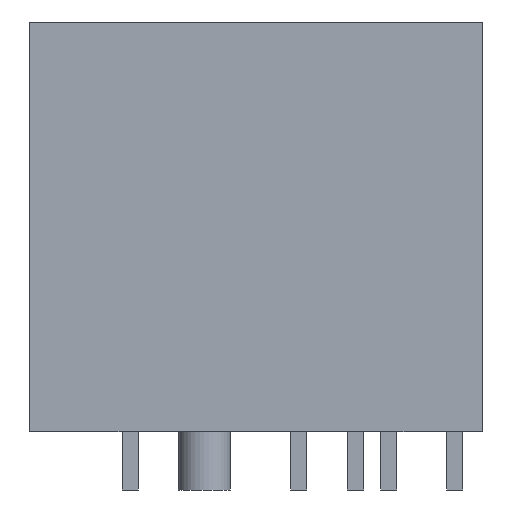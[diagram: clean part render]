
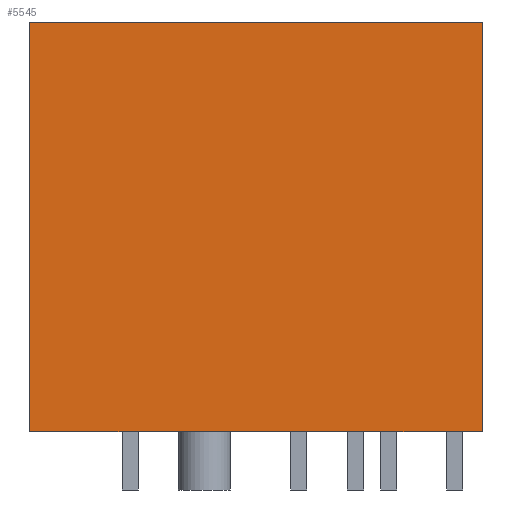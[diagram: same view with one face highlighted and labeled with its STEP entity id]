
A CAD part, left-side view. The second image highlights one B-rep face of the part: STEP entity #5545.
In plain terms, the highlighted planar face has unit normal (-1, 0, 0).
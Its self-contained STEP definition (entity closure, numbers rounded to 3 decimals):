
#21 = EDGE_CURVE('',#22,#24,#26,.T.);
#22 = VERTEX_POINT('',#23);
#23 = CARTESIAN_POINT('',(-57.47,10.8,0.));
#24 = VERTEX_POINT('',#25);
#25 = CARTESIAN_POINT('',(-57.47,10.8,25.29));
#26 = SURFACE_CURVE('',#27,(#31,#43),.PCURVE_S1.);
#27 = LINE('',#28,#29);
#28 = CARTESIAN_POINT('',(-57.47,10.8,0.));
#29 = VECTOR('',#30,1.);
#30 = DIRECTION('',(0.,0.,1.));
#31 = PCURVE('',#32,#37);
#32 = PLANE('',#33);
#33 = AXIS2_PLACEMENT_3D('',#34,#35,#36);
#34 = CARTESIAN_POINT('',(-57.47,10.8,0.));
#35 = DIRECTION('',(0.,1.,0.));
#36 = DIRECTION('',(1.,0.,0.));
#37 = DEFINITIONAL_REPRESENTATION('',(#38),#42);
#38 = LINE('',#39,#40);
#39 = CARTESIAN_POINT('',(0.,0.));
#40 = VECTOR('',#41,1.);
#41 = DIRECTION('',(0.,-1.));
#42 = ( GEOMETRIC_REPRESENTATION_CONTEXT(2) 
PARAMETRIC_REPRESENTATION_CONTEXT() REPRESENTATION_CONTEXT('2D SPACE',''
  ) );
#43 = PCURVE('',#44,#49);
#44 = PLANE('',#45);
#45 = AXIS2_PLACEMENT_3D('',#46,#47,#48);
#46 = CARTESIAN_POINT('',(-57.47,-17.2,0.));
#47 = DIRECTION('',(-1.,0.,0.));
#48 = DIRECTION('',(0.,1.,0.));
#49 = DEFINITIONAL_REPRESENTATION('',(#50),#54);
#50 = LINE('',#51,#52);
#51 = CARTESIAN_POINT('',(28.,0.));
#52 = VECTOR('',#53,1.);
#53 = DIRECTION('',(0.,-1.));
#54 = ( GEOMETRIC_REPRESENTATION_CONTEXT(2) 
PARAMETRIC_REPRESENTATION_CONTEXT() REPRESENTATION_CONTEXT('2D SPACE',''
  ) );
#72 = PLANE('',#73);
#73 = AXIS2_PLACEMENT_3D('',#74,#75,#76);
#74 = CARTESIAN_POINT('',(0.,-3.2,25.29));
#75 = DIRECTION('',(-0.,-0.,-1.));
#76 = DIRECTION('',(-1.,0.,0.));
#126 = PLANE('',#127);
#127 = AXIS2_PLACEMENT_3D('',#128,#129,#130);
#128 = CARTESIAN_POINT('',(0.,-3.2,0.));
#129 = DIRECTION('',(-0.,-0.,-1.));
#130 = DIRECTION('',(-1.,0.,0.));
#5545 = ADVANCED_FACE('',(#5546),#44,.T.);
#5546 = FACE_BOUND('',#5547,.T.);
#5547 = EDGE_LOOP('',(#5548,#5578,#5599,#5600,#5623,#5651,#5674,#5702));
#5548 = ORIENTED_EDGE('',*,*,#5549,.T.);
#5549 = EDGE_CURVE('',#5550,#5552,#5554,.T.);
#5550 = VERTEX_POINT('',#5551);
#5551 = CARTESIAN_POINT('',(-57.47,-17.2,0.));
#5552 = VERTEX_POINT('',#5553);
#5553 = CARTESIAN_POINT('',(-57.47,-17.2,25.29));
#5554 = SURFACE_CURVE('',#5555,(#5559,#5566),.PCURVE_S1.);
#5555 = LINE('',#5556,#5557);
#5556 = CARTESIAN_POINT('',(-57.47,-17.2,0.));
#5557 = VECTOR('',#5558,1.);
#5558 = DIRECTION('',(0.,0.,1.));
#5559 = PCURVE('',#44,#5560);
#5560 = DEFINITIONAL_REPRESENTATION('',(#5561),#5565);
#5561 = LINE('',#5562,#5563);
#5562 = CARTESIAN_POINT('',(0.,0.));
#5563 = VECTOR('',#5564,1.);
#5564 = DIRECTION('',(0.,-1.));
#5565 = ( GEOMETRIC_REPRESENTATION_CONTEXT(2) 
PARAMETRIC_REPRESENTATION_CONTEXT() REPRESENTATION_CONTEXT('2D SPACE',''
  ) );
#5566 = PCURVE('',#5567,#5572);
#5567 = PLANE('',#5568);
#5568 = AXIS2_PLACEMENT_3D('',#5569,#5570,#5571);
#5569 = CARTESIAN_POINT('',(57.47,-17.2,0.));
#5570 = DIRECTION('',(0.,-1.,0.));
#5571 = DIRECTION('',(-1.,0.,0.));
#5572 = DEFINITIONAL_REPRESENTATION('',(#5573),#5577);
#5573 = LINE('',#5574,#5575);
#5574 = CARTESIAN_POINT('',(114.94,0.));
#5575 = VECTOR('',#5576,1.);
#5576 = DIRECTION('',(0.,-1.));
#5577 = ( GEOMETRIC_REPRESENTATION_CONTEXT(2) 
PARAMETRIC_REPRESENTATION_CONTEXT() REPRESENTATION_CONTEXT('2D SPACE',''
  ) );
#5578 = ORIENTED_EDGE('',*,*,#5579,.T.);
#5579 = EDGE_CURVE('',#5552,#24,#5580,.T.);
#5580 = SURFACE_CURVE('',#5581,(#5585,#5592),.PCURVE_S1.);
#5581 = LINE('',#5582,#5583);
#5582 = CARTESIAN_POINT('',(-57.47,-17.2,25.29));
#5583 = VECTOR('',#5584,1.);
#5584 = DIRECTION('',(0.,1.,0.));
#5585 = PCURVE('',#44,#5586);
#5586 = DEFINITIONAL_REPRESENTATION('',(#5587),#5591);
#5587 = LINE('',#5588,#5589);
#5588 = CARTESIAN_POINT('',(0.,-25.29));
#5589 = VECTOR('',#5590,1.);
#5590 = DIRECTION('',(1.,0.));
#5591 = ( GEOMETRIC_REPRESENTATION_CONTEXT(2) 
PARAMETRIC_REPRESENTATION_CONTEXT() REPRESENTATION_CONTEXT('2D SPACE',''
  ) );
#5592 = PCURVE('',#72,#5593);
#5593 = DEFINITIONAL_REPRESENTATION('',(#5594),#5598);
#5594 = LINE('',#5595,#5596);
#5595 = CARTESIAN_POINT('',(57.47,-14.));
#5596 = VECTOR('',#5597,1.);
#5597 = DIRECTION('',(0.,1.));
#5598 = ( GEOMETRIC_REPRESENTATION_CONTEXT(2) 
PARAMETRIC_REPRESENTATION_CONTEXT() REPRESENTATION_CONTEXT('2D SPACE',''
  ) );
#5599 = ORIENTED_EDGE('',*,*,#21,.F.);
#5600 = ORIENTED_EDGE('',*,*,#5601,.F.);
#5601 = EDGE_CURVE('',#5602,#22,#5604,.T.);
#5602 = VERTEX_POINT('',#5603);
#5603 = CARTESIAN_POINT('',(-57.47,5.07,0.));
#5604 = SURFACE_CURVE('',#5605,(#5609,#5616),.PCURVE_S1.);
#5605 = LINE('',#5606,#5607);
#5606 = CARTESIAN_POINT('',(-57.47,-17.2,0.));
#5607 = VECTOR('',#5608,1.);
#5608 = DIRECTION('',(0.,1.,0.));
#5609 = PCURVE('',#44,#5610);
#5610 = DEFINITIONAL_REPRESENTATION('',(#5611),#5615);
#5611 = LINE('',#5612,#5613);
#5612 = CARTESIAN_POINT('',(0.,0.));
#5613 = VECTOR('',#5614,1.);
#5614 = DIRECTION('',(1.,0.));
#5615 = ( GEOMETRIC_REPRESENTATION_CONTEXT(2) 
PARAMETRIC_REPRESENTATION_CONTEXT() REPRESENTATION_CONTEXT('2D SPACE',''
  ) );
#5616 = PCURVE('',#126,#5617);
#5617 = DEFINITIONAL_REPRESENTATION('',(#5618),#5622);
#5618 = LINE('',#5619,#5620);
#5619 = CARTESIAN_POINT('',(57.47,-14.));
#5620 = VECTOR('',#5621,1.);
#5621 = DIRECTION('',(0.,1.));
#5622 = ( GEOMETRIC_REPRESENTATION_CONTEXT(2) 
PARAMETRIC_REPRESENTATION_CONTEXT() REPRESENTATION_CONTEXT('2D SPACE',''
  ) );
#5623 = ORIENTED_EDGE('',*,*,#5624,.F.);
#5624 = EDGE_CURVE('',#5625,#5602,#5627,.T.);
#5625 = VERTEX_POINT('',#5626);
#5626 = CARTESIAN_POINT('',(-57.47,4.07,0.));
#5627 = SURFACE_CURVE('',#5628,(#5632,#5639),.PCURVE_S1.);
#5628 = LINE('',#5629,#5630);
#5629 = CARTESIAN_POINT('',(-57.47,4.07,0.));
#5630 = VECTOR('',#5631,1.);
#5631 = DIRECTION('',(0.,1.,0.));
#5632 = PCURVE('',#44,#5633);
#5633 = DEFINITIONAL_REPRESENTATION('',(#5634),#5638);
#5634 = LINE('',#5635,#5636);
#5635 = CARTESIAN_POINT('',(21.27,0.));
#5636 = VECTOR('',#5637,1.);
#5637 = DIRECTION('',(1.,0.));
#5638 = ( GEOMETRIC_REPRESENTATION_CONTEXT(2) 
PARAMETRIC_REPRESENTATION_CONTEXT() REPRESENTATION_CONTEXT('2D SPACE',''
  ) );
#5639 = PCURVE('',#5640,#5645);
#5640 = PLANE('',#5641);
#5641 = AXIS2_PLACEMENT_3D('',#5642,#5643,#5644);
#5642 = CARTESIAN_POINT('',(-57.47,4.07,0.));
#5643 = DIRECTION('',(1.,0.,0.));
#5644 = DIRECTION('',(0.,1.,0.));
#5645 = DEFINITIONAL_REPRESENTATION('',(#5646),#5650);
#5646 = LINE('',#5647,#5648);
#5647 = CARTESIAN_POINT('',(0.,0.));
#5648 = VECTOR('',#5649,1.);
#5649 = DIRECTION('',(1.,0.));
#5650 = ( GEOMETRIC_REPRESENTATION_CONTEXT(2) 
PARAMETRIC_REPRESENTATION_CONTEXT() REPRESENTATION_CONTEXT('2D SPACE',''
  ) );
#5651 = ORIENTED_EDGE('',*,*,#5652,.F.);
#5652 = EDGE_CURVE('',#5653,#5625,#5655,.T.);
#5653 = VERTEX_POINT('',#5654);
#5654 = CARTESIAN_POINT('',(-57.47,-10.9,0.));
#5655 = SURFACE_CURVE('',#5656,(#5660,#5667),.PCURVE_S1.);
#5656 = LINE('',#5657,#5658);
#5657 = CARTESIAN_POINT('',(-57.47,-17.2,0.));
#5658 = VECTOR('',#5659,1.);
#5659 = DIRECTION('',(0.,1.,0.));
#5660 = PCURVE('',#44,#5661);
#5661 = DEFINITIONAL_REPRESENTATION('',(#5662),#5666);
#5662 = LINE('',#5663,#5664);
#5663 = CARTESIAN_POINT('',(0.,0.));
#5664 = VECTOR('',#5665,1.);
#5665 = DIRECTION('',(1.,0.));
#5666 = ( GEOMETRIC_REPRESENTATION_CONTEXT(2) 
PARAMETRIC_REPRESENTATION_CONTEXT() REPRESENTATION_CONTEXT('2D SPACE',''
  ) );
#5667 = PCURVE('',#126,#5668);
#5668 = DEFINITIONAL_REPRESENTATION('',(#5669),#5673);
#5669 = LINE('',#5670,#5671);
#5670 = CARTESIAN_POINT('',(57.47,-14.));
#5671 = VECTOR('',#5672,1.);
#5672 = DIRECTION('',(0.,1.));
#5673 = ( GEOMETRIC_REPRESENTATION_CONTEXT(2) 
PARAMETRIC_REPRESENTATION_CONTEXT() REPRESENTATION_CONTEXT('2D SPACE',''
  ) );
#5674 = ORIENTED_EDGE('',*,*,#5675,.T.);
#5675 = EDGE_CURVE('',#5653,#5676,#5678,.T.);
#5676 = VERTEX_POINT('',#5677);
#5677 = CARTESIAN_POINT('',(-57.47,-11.9,0.));
#5678 = SURFACE_CURVE('',#5679,(#5683,#5690),.PCURVE_S1.);
#5679 = LINE('',#5680,#5681);
#5680 = CARTESIAN_POINT('',(-57.47,-10.9,0.));
#5681 = VECTOR('',#5682,1.);
#5682 = DIRECTION('',(0.,-1.,0.));
#5683 = PCURVE('',#44,#5684);
#5684 = DEFINITIONAL_REPRESENTATION('',(#5685),#5689);
#5685 = LINE('',#5686,#5687);
#5686 = CARTESIAN_POINT('',(6.3,0.));
#5687 = VECTOR('',#5688,1.);
#5688 = DIRECTION('',(-1.,0.));
#5689 = ( GEOMETRIC_REPRESENTATION_CONTEXT(2) 
PARAMETRIC_REPRESENTATION_CONTEXT() REPRESENTATION_CONTEXT('2D SPACE',''
  ) );
#5690 = PCURVE('',#5691,#5696);
#5691 = PLANE('',#5692);
#5692 = AXIS2_PLACEMENT_3D('',#5693,#5694,#5695);
#5693 = CARTESIAN_POINT('',(-57.47,-10.9,0.));
#5694 = DIRECTION('',(-1.,0.,0.));
#5695 = DIRECTION('',(0.,-1.,0.));
#5696 = DEFINITIONAL_REPRESENTATION('',(#5697),#5701);
#5697 = LINE('',#5698,#5699);
#5698 = CARTESIAN_POINT('',(0.,0.));
#5699 = VECTOR('',#5700,1.);
#5700 = DIRECTION('',(1.,0.));
#5701 = ( GEOMETRIC_REPRESENTATION_CONTEXT(2) 
PARAMETRIC_REPRESENTATION_CONTEXT() REPRESENTATION_CONTEXT('2D SPACE',''
  ) );
#5702 = ORIENTED_EDGE('',*,*,#5703,.F.);
#5703 = EDGE_CURVE('',#5550,#5676,#5704,.T.);
#5704 = SURFACE_CURVE('',#5705,(#5709,#5716),.PCURVE_S1.);
#5705 = LINE('',#5706,#5707);
#5706 = CARTESIAN_POINT('',(-57.47,-17.2,0.));
#5707 = VECTOR('',#5708,1.);
#5708 = DIRECTION('',(0.,1.,0.));
#5709 = PCURVE('',#44,#5710);
#5710 = DEFINITIONAL_REPRESENTATION('',(#5711),#5715);
#5711 = LINE('',#5712,#5713);
#5712 = CARTESIAN_POINT('',(0.,0.));
#5713 = VECTOR('',#5714,1.);
#5714 = DIRECTION('',(1.,0.));
#5715 = ( GEOMETRIC_REPRESENTATION_CONTEXT(2) 
PARAMETRIC_REPRESENTATION_CONTEXT() REPRESENTATION_CONTEXT('2D SPACE',''
  ) );
#5716 = PCURVE('',#126,#5717);
#5717 = DEFINITIONAL_REPRESENTATION('',(#5718),#5722);
#5718 = LINE('',#5719,#5720);
#5719 = CARTESIAN_POINT('',(57.47,-14.));
#5720 = VECTOR('',#5721,1.);
#5721 = DIRECTION('',(0.,1.));
#5722 = ( GEOMETRIC_REPRESENTATION_CONTEXT(2) 
PARAMETRIC_REPRESENTATION_CONTEXT() REPRESENTATION_CONTEXT('2D SPACE',''
  ) );
